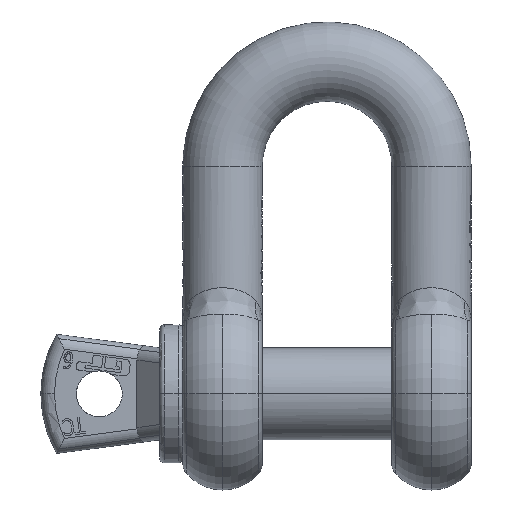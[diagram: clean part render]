
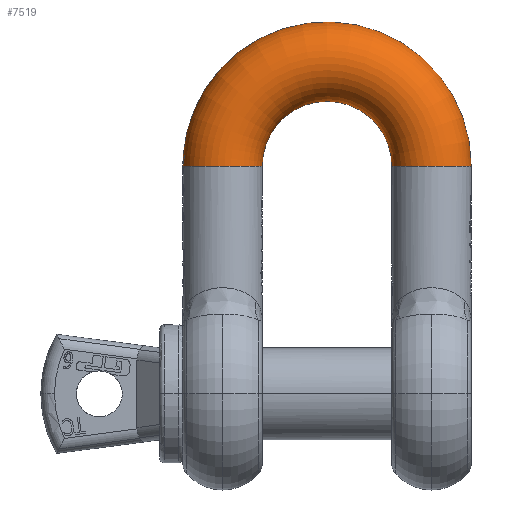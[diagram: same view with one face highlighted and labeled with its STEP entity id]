
A CAD part, top view. The second image highlights one B-rep face of the part: STEP entity #7519.
In plain terms, the highlighted toroidal (fillet/blend) face has major radius 25 mm and minor radius 9.5 mm.
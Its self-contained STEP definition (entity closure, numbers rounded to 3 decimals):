
#3414=AXIS2_PLACEMENT_3D('Circle Axis2P3D',#3412,#3413,$) ;
#4056=AXIS2_PLACEMENT_3D('Circle Axis2P3D',#4054,#4055,$) ;
#4063=AXIS2_PLACEMENT_3D('Circle Axis2P3D',#4061,#4062,$) ;
#7438=AXIS2_PLACEMENT_3D('Torus Axis2P3D',#7435,#7436,#7437) ;
#7450=AXIS2_PLACEMENT_3D('Circle Axis2P3D',#7448,#7449,$) ;
#7489=AXIS2_PLACEMENT_3D('Circle Axis2P3D',#7487,#7488,$) ;
#7496=AXIS2_PLACEMENT_3D('Circle Axis2P3D',#7494,#7495,$) ;
#7503=AXIS2_PLACEMENT_3D('Circle Axis2P3D',#7501,#7502,$) ;
#2094=CARTESIAN_POINT('Vertex',(15.5,54.5,0.)) ;
#2101=CARTESIAN_POINT('Vertex',(34.5,54.5,0.)) ;
#3412=CARTESIAN_POINT('Axis2P3D Location',(25.,54.5,0.)) ;
#4054=CARTESIAN_POINT('Axis2P3D Location',(0.,54.5,0.)) ;
#4058=CARTESIAN_POINT('Vertex',(-34.409,57.,0.)) ;
#4061=CARTESIAN_POINT('Axis2P3D Location',(0.,54.5,0.)) ;
#4065=CARTESIAN_POINT('Vertex',(-15.5,54.5,0.)) ;
#4086=CARTESIAN_POINT('Vertex',(-34.5,54.5,0.)) ;
#7435=CARTESIAN_POINT('Axis2P3D Location',(0.,54.5,0.)) ;
#7441=CARTESIAN_POINT('Control Point',(-34.409,57.,0.)) ;
#7442=CARTESIAN_POINT('Control Point',(-34.409,57.,0.088)) ;
#7443=CARTESIAN_POINT('Control Point',(-34.408,57.,0.176)) ;
#7444=CARTESIAN_POINT('Control Point',(-34.406,57.,0.265)) ;
#7445=CARTESIAN_POINT('Vertex',(-34.406,57.,0.265)) ;
#7448=CARTESIAN_POINT('Axis2P3D Location',(0.,54.5,0.265)) ;
#7452=CARTESIAN_POINT('Vertex',(-34.492,55.048,0.265)) ;
#7456=CARTESIAN_POINT('Control Point',(-34.492,55.048,0.265)) ;
#7457=CARTESIAN_POINT('Control Point',(-34.476,55.119,0.792)) ;
#7458=CARTESIAN_POINT('Control Point',(-34.423,55.369,1.294)) ;
#7459=CARTESIAN_POINT('Control Point',(-34.328,55.792,1.733)) ;
#7460=CARTESIAN_POINT('Control Point',(-34.246,56.395,1.97)) ;
#7461=CARTESIAN_POINT('Control Point',(-34.202,57.,1.97)) ;
#7462=CARTESIAN_POINT('Vertex',(-34.202,57.,1.97)) ;
#7466=CARTESIAN_POINT('Control Point',(-34.202,57.,1.97)) ;
#7467=CARTESIAN_POINT('Control Point',(-34.164,57.,2.148)) ;
#7468=CARTESIAN_POINT('Control Point',(-34.121,57.,2.325)) ;
#7469=CARTESIAN_POINT('Control Point',(-34.074,57.,2.5)) ;
#7470=CARTESIAN_POINT('Vertex',(-34.074,57.,2.5)) ;
#7474=CARTESIAN_POINT('Control Point',(-34.074,57.,2.5)) ;
#7475=CARTESIAN_POINT('Control Point',(-34.091,56.766,2.5)) ;
#7476=CARTESIAN_POINT('Control Point',(-34.113,56.532,2.473)) ;
#7477=CARTESIAN_POINT('Control Point',(-34.141,56.307,2.418)) ;
#7478=CARTESIAN_POINT('Control Point',(-34.215,55.784,2.228)) ;
#7479=CARTESIAN_POINT('Control Point',(-34.3,55.344,1.912)) ;
#7480=CARTESIAN_POINT('Control Point',(-34.348,55.121,1.69)) ;
#7481=CARTESIAN_POINT('Control Point',(-34.426,54.786,1.241)) ;
#7482=CARTESIAN_POINT('Control Point',(-34.476,54.59,0.731)) ;
#7483=CARTESIAN_POINT('Control Point',(-34.492,54.53,0.489)) ;
#7484=CARTESIAN_POINT('Control Point',(-34.5,54.5,0.245)) ;
#7485=CARTESIAN_POINT('Control Point',(-34.5,54.5,0.)) ;
#7487=CARTESIAN_POINT('Axis2P3D Location',(-25.,54.5,0.)) ;
#7491=CARTESIAN_POINT('Vertex',(-34.293,54.5,1.97)) ;
#7494=CARTESIAN_POINT('Axis2P3D Location',(-25.,54.5,0.)) ;
#7498=CARTESIAN_POINT('Vertex',(-34.165,54.5,2.5)) ;
#7501=CARTESIAN_POINT('Axis2P3D Location',(-25.,54.5,0.)) ;
#3413=DIRECTION('Axis2P3D Direction',(0.,-1.,0.)) ;
#4055=DIRECTION('Axis2P3D Direction',(0.,0.,-1.)) ;
#4062=DIRECTION('Axis2P3D Direction',(0.,0.,-1.)) ;
#7436=DIRECTION('Axis2P3D Direction',(0.,0.,-1.)) ;
#7437=DIRECTION('Axis2P3D XDirection',(-1.,0.,0.)) ;
#7449=DIRECTION('Axis2P3D Direction',(0.,0.,-1.)) ;
#7488=DIRECTION('Axis2P3D Direction',(0.,-1.,0.)) ;
#7495=DIRECTION('Axis2P3D Direction',(0.,-1.,0.)) ;
#7502=DIRECTION('Axis2P3D Direction',(0.,-1.,0.)) ;
#7507=ORIENTED_EDGE('',*,*,#4067,.F.) ;
#7508=ORIENTED_EDGE('',*,*,#3416,.T.) ;
#7509=ORIENTED_EDGE('',*,*,#4060,.F.) ;
#7510=ORIENTED_EDGE('',*,*,#7447,.T.) ;
#7511=ORIENTED_EDGE('',*,*,#7454,.T.) ;
#7512=ORIENTED_EDGE('',*,*,#7464,.T.) ;
#7513=ORIENTED_EDGE('',*,*,#7472,.T.) ;
#7514=ORIENTED_EDGE('',*,*,#7486,.T.) ;
#7515=ORIENTED_EDGE('',*,*,#7493,.F.) ;
#7516=ORIENTED_EDGE('',*,*,#7500,.F.) ;
#7517=ORIENTED_EDGE('',*,*,#7505,.F.) ;
#7519=ADVANCED_FACE('',(#7518),#7439,.T.) ;
#7440=B_SPLINE_CURVE_WITH_KNOTS('',3,(#7441,#7442,#7443,#7444),.UNSPECIFIED.,.F.,.U.,(4,4),(0.,0.375),.UNSPECIFIED.) ;
#7455=B_SPLINE_CURVE_WITH_KNOTS('',5,(#7456,#7457,#7458,#7459,#7460,#7461),.UNSPECIFIED.,.F.,.U.,(6,6),(0.,3.762),.UNSPECIFIED.) ;
#7465=B_SPLINE_CURVE_WITH_KNOTS('',3,(#7466,#7467,#7468,#7469),.UNSPECIFIED.,.F.,.U.,(4,4),(0.,0.771),.UNSPECIFIED.) ;
#7473=B_SPLINE_CURVE_WITH_KNOTS('',5,(#7474,#7475,#7476,#7477,#7478,#7479,#7480,#7481,#7482,#7483,#7484,#7485),.UNSPECIFIED.,.F.,.U.,(6,3,3,6),(0.,1.457,3.527,5.259),.UNSPECIFIED.) ;
#3415=CIRCLE('generated circle',#3414,9.5) ;
#4057=CIRCLE('generated circle',#4056,34.5) ;
#4064=CIRCLE('generated circle',#4063,15.5) ;
#7451=CIRCLE('generated circle',#7450,34.496) ;
#7490=CIRCLE('generated circle',#7489,9.5) ;
#7497=CIRCLE('generated circle',#7496,9.5) ;
#7504=CIRCLE('generated circle',#7503,9.5) ;
#7439=TOROIDAL_SURFACE('homeo Torus',#7438,25.,9.5) ;
#3416=EDGE_CURVE('',#2095,#2102,#3415,.F.) ;
#4060=EDGE_CURVE('',#4059,#2102,#4057,.T.) ;
#4067=EDGE_CURVE('',#2095,#4066,#4064,.F.) ;
#7447=EDGE_CURVE('',#4059,#7446,#7440,.T.) ;
#7454=EDGE_CURVE('',#7446,#7453,#7451,.F.) ;
#7464=EDGE_CURVE('',#7453,#7463,#7455,.T.) ;
#7472=EDGE_CURVE('',#7463,#7471,#7465,.T.) ;
#7486=EDGE_CURVE('',#7471,#4087,#7473,.T.) ;
#7493=EDGE_CURVE('',#7492,#4087,#7490,.T.) ;
#7500=EDGE_CURVE('',#7499,#7492,#7497,.T.) ;
#7505=EDGE_CURVE('',#4066,#7499,#7504,.T.) ;
#7506=EDGE_LOOP('',(#7507,#7508,#7509,#7510,#7511,#7512,#7513,#7514,#7515,#7516,#7517)) ;
#7518=FACE_OUTER_BOUND('',#7506,.T.) ;
#2095=VERTEX_POINT('',#2094) ;
#2102=VERTEX_POINT('',#2101) ;
#4059=VERTEX_POINT('',#4058) ;
#4066=VERTEX_POINT('',#4065) ;
#4087=VERTEX_POINT('',#4086) ;
#7446=VERTEX_POINT('',#7445) ;
#7453=VERTEX_POINT('',#7452) ;
#7463=VERTEX_POINT('',#7462) ;
#7471=VERTEX_POINT('',#7470) ;
#7492=VERTEX_POINT('',#7491) ;
#7499=VERTEX_POINT('',#7498) ;
